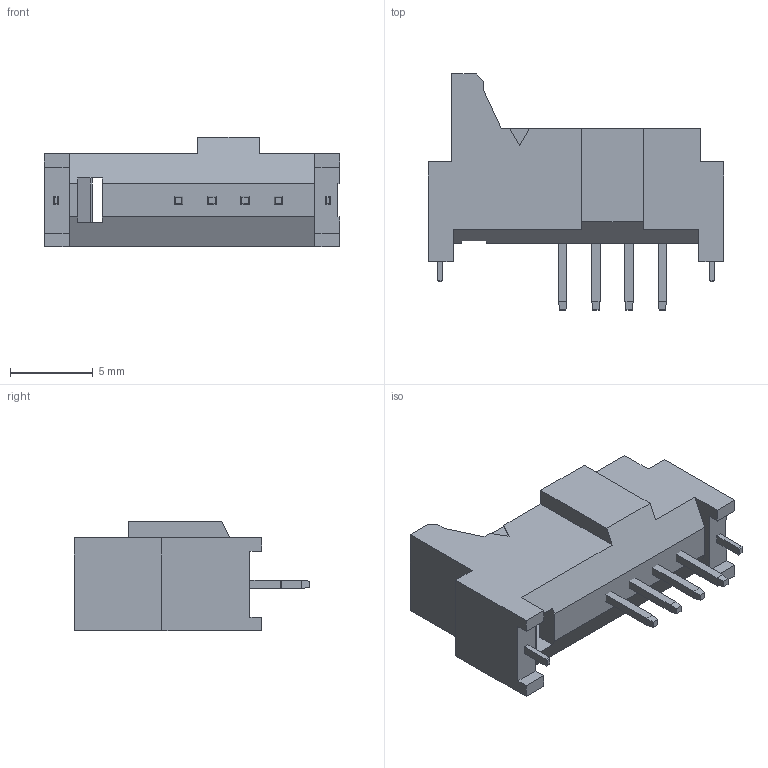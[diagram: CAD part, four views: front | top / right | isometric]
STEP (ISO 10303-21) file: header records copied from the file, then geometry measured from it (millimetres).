
FILE_DESCRIPTION( ( 'STEP AP214' ), '1' );
FILE_NAME( 'T2I-04-VT-T-S-TH.stp', '2020-09-12T14:12:48', ( 'License CC BY-ND 4.0' ), ( 'CADENAS' ), ' ', 'PARTsolutions', ' ' );
FILE_SCHEMA( ( 'AUTOMOTIVE_DESIGN { 1 0 10303 214 1 1 1 1 }' ) );
Length unit declared in the file: millimetre
Products named in the file (3): T2I-04-VT-T-S-TH; _T2I-04-VT-T-S-TH_terminal; _T2I-04-VT-T-S-TH_pins
Assembly tree (2 placements, depth 2):
  T2I-04-VT-T-S-TH
    _T2I-04-VT-T-S-TH_terminal
    _T2I-04-VT-T-S-TH_pins
Bounding box: 17.8 x 14.22 x 6.6 mm (x, y, z)
Volume: 407.3 mm3; surface area: 903.2 mm2
Topology: 2 solids, 2 shells, 156 faces, 402 edges, 250 vertices
Faces by surface type: plane 156
Entity records: 5880 total; most frequent: CARTESIAN_POINT 811, ORIENTED_EDGE 804, DIRECTION 720, EDGE_CURVE 402, LINE 402, VECTOR 402, VERTEX_POINT 250, AXIS2_PLACEMENT_3D 159
